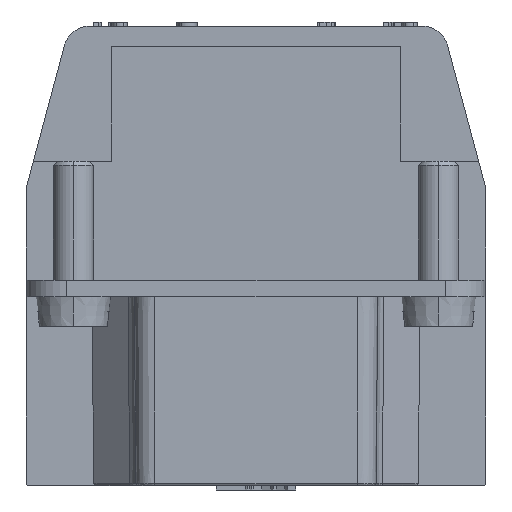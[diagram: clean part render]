
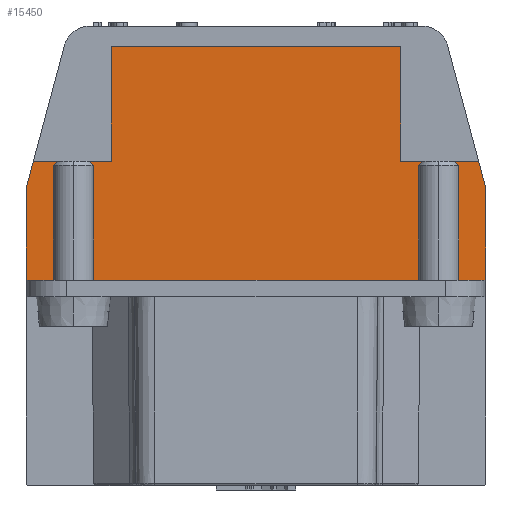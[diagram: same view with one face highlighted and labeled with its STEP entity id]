
A CAD part, left-side view. The second image highlights one B-rep face of the part: STEP entity #15450.
In plain terms, the highlighted planar face has unit normal (-1, 0, 0).
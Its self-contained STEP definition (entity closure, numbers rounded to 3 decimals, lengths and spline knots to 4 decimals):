
#484 = CARTESIAN_POINT ( 'NONE',  ( -1.7717, 0.4213, 0.3543 ) ) ;
#853 = DIRECTION ( 'NONE',  ( 0., -1., 0. ) ) ;
#903 = DIRECTION ( 'NONE',  ( 0., -1., 0. ) ) ;
#1354 = CARTESIAN_POINT ( 'NONE',  ( -1.7717, 0.6482, 0.3543 ) ) ;
#1417 = VECTOR ( 'NONE', #27370, 39.3701 ) ;
#1987 = DIRECTION ( 'NONE',  ( 0., 0., -1. ) ) ;
#2210 = DIRECTION ( 'NONE',  ( 0., -0.259, 0.966 ) ) ;
#2934 = EDGE_CURVE ( 'NONE', #33410, #17888, #9571, .T. ) ;
#3142 = DIRECTION ( 'NONE',  ( 0., 0., 1. ) ) ;
#3439 = ORIENTED_EDGE ( 'NONE', *, *, #43603, .F. ) ;
#6288 = CARTESIAN_POINT ( 'NONE',  ( -1.7717, -0.6482, 0.3543 ) ) ;
#6814 = LINE ( 'NONE', #39946, #45264 ) ;
#8682 = CARTESIAN_POINT ( 'NONE',  ( -1.7717, 0., 0.689 ) ) ;
#9241 = LINE ( 'NONE', #50704, #12066 ) ;
#9571 = LINE ( 'NONE', #14658, #12495 ) ;
#10855 = ORIENTED_EDGE ( 'NONE', *, *, #33716, .T. ) ;
#12066 = VECTOR ( 'NONE', #50966, 39.3701 ) ;
#12184 = CARTESIAN_POINT ( 'NONE',  ( -1.7717, -0.6693, 0.0079 ) ) ;
#12495 = VECTOR ( 'NONE', #1987, 39.3701 ) ;
#14534 = ORIENTED_EDGE ( 'NONE', *, *, #52257, .T. ) ;
#14658 = CARTESIAN_POINT ( 'NONE',  ( -1.7717, -0.6693, -0.5906 ) ) ;
#14727 = LINE ( 'NONE', #31164, #38152 ) ;
#15450 = ADVANCED_FACE ( 'NONE', ( #24519 ), #52813, .F. ) ;
#16015 = DIRECTION ( 'NONE',  ( 0., -1., 0. ) ) ;
#16538 = VERTEX_POINT ( 'NONE', #6288 ) ;
#17888 = VERTEX_POINT ( 'NONE', #32605 ) ;
#18588 = VECTOR ( 'NONE', #903, 39.3701 ) ;
#18728 = VERTEX_POINT ( 'NONE', #20435 ) ;
#19591 = ORIENTED_EDGE ( 'NONE', *, *, #46104, .F. ) ;
#20077 = LINE ( 'NONE', #49154, #34428 ) ;
#20435 = CARTESIAN_POINT ( 'NONE',  ( -1.7717, -0.4213, 0.689 ) ) ;
#20486 = CARTESIAN_POINT ( 'NONE',  ( -1.7717, 0., -0.5906 ) ) ;
#20528 = EDGE_CURVE ( 'NONE', #18728, #21531, #9241, .T. ) ;
#21531 = VERTEX_POINT ( 'NONE', #41754 ) ;
#21642 = ORIENTED_EDGE ( 'NONE', *, *, #2934, .F. ) ;
#23859 = VERTEX_POINT ( 'NONE', #484 ) ;
#24370 = EDGE_LOOP ( 'NONE', ( #14534, #21642, #45242, #33018, #42565, #3439, #19591, #26059, #35800, #10855 ) ) ;
#24519 = FACE_OUTER_BOUND ( 'NONE', #24370, .T. ) ;
#25144 = CARTESIAN_POINT ( 'NONE',  ( -1.7717, 0., 0.3543 ) ) ;
#26059 = ORIENTED_EDGE ( 'NONE', *, *, #30921, .F. ) ;
#27370 = DIRECTION ( 'NONE',  ( 0., -0.259, -0.966 ) ) ;
#28620 = DIRECTION ( 'NONE',  ( 0., -1., 0. ) ) ;
#29348 = DIRECTION ( 'NONE',  ( 1., 0., 0. ) ) ;
#30921 = EDGE_CURVE ( 'NONE', #51047, #23859, #46686, .T. ) ;
#31091 = EDGE_CURVE ( 'NONE', #49318, #51047, #6814, .T. ) ;
#31164 = CARTESIAN_POINT ( 'NONE',  ( -1.7717, 0.4213, -0.5906 ) ) ;
#31599 = VECTOR ( 'NONE', #853, 39.3701 ) ;
#32468 = CARTESIAN_POINT ( 'NONE',  ( -1.7717, -0.6482, 0.3543 ) ) ;
#32605 = CARTESIAN_POINT ( 'NONE',  ( -1.7717, -0.6693, 0.0079 ) ) ;
#33018 = ORIENTED_EDGE ( 'NONE', *, *, #40789, .F. ) ;
#33410 = VERTEX_POINT ( 'NONE', #49700 ) ;
#33716 = EDGE_CURVE ( 'NONE', #49318, #40621, #36441, .T. ) ;
#33887 = CARTESIAN_POINT ( 'NONE',  ( -1.7717, 0.6693, 0.0079 ) ) ;
#34428 = VECTOR ( 'NONE', #16015, 39.3701 ) ;
#35800 = ORIENTED_EDGE ( 'NONE', *, *, #31091, .F. ) ;
#36441 = LINE ( 'NONE', #52883, #52093 ) ;
#38152 = VECTOR ( 'NONE', #3142, 39.3701 ) ;
#38861 = VECTOR ( 'NONE', #28620, 39.3701 ) ;
#39946 = CARTESIAN_POINT ( 'NONE',  ( -1.7717, 0.6693, 0.2756 ) ) ;
#40621 = VERTEX_POINT ( 'NONE', #33887 ) ;
#40789 = EDGE_CURVE ( 'NONE', #21531, #16538, #20077, .T. ) ;
#41035 = DIRECTION ( 'NONE',  ( 0., 0., -1. ) ) ;
#41296 = LINE ( 'NONE', #8682, #31599 ) ;
#41754 = CARTESIAN_POINT ( 'NONE',  ( -1.7717, -0.4213, 0.3543 ) ) ;
#42565 = ORIENTED_EDGE ( 'NONE', *, *, #20528, .F. ) ;
#43086 = EDGE_CURVE ( 'NONE', #16538, #33410, #52141, .T. ) ;
#43603 = EDGE_CURVE ( 'NONE', #52311, #18728, #41296, .T. ) ;
#44335 = CARTESIAN_POINT ( 'NONE',  ( -1.7717, 0.6693, 0.2756 ) ) ;
#45011 = DIRECTION ( 'NONE',  ( 0., 0., -1. ) ) ;
#45242 = ORIENTED_EDGE ( 'NONE', *, *, #43086, .F. ) ;
#45264 = VECTOR ( 'NONE', #2210, 39.3701 ) ;
#45534 = AXIS2_PLACEMENT_3D ( 'NONE', #20486, #29348, #45011 ) ;
#46104 = EDGE_CURVE ( 'NONE', #23859, #52311, #14727, .T. ) ;
#46686 = LINE ( 'NONE', #25144, #18588 ) ;
#49098 = LINE ( 'NONE', #12184, #38861 ) ;
#49154 = CARTESIAN_POINT ( 'NONE',  ( -1.7717, 0., 0.3543 ) ) ;
#49318 = VERTEX_POINT ( 'NONE', #44335 ) ;
#49700 = CARTESIAN_POINT ( 'NONE',  ( -1.7717, -0.6693, 0.2756 ) ) ;
#50140 = CARTESIAN_POINT ( 'NONE',  ( -1.7717, 0.4213, 0.689 ) ) ;
#50704 = CARTESIAN_POINT ( 'NONE',  ( -1.7717, -0.4213, -0.5906 ) ) ;
#50966 = DIRECTION ( 'NONE',  ( 0., 0., -1. ) ) ;
#51047 = VERTEX_POINT ( 'NONE', #1354 ) ;
#52093 = VECTOR ( 'NONE', #41035, 39.3701 ) ;
#52141 = LINE ( 'NONE', #32468, #1417 ) ;
#52257 = EDGE_CURVE ( 'NONE', #40621, #17888, #49098, .T. ) ;
#52311 = VERTEX_POINT ( 'NONE', #50140 ) ;
#52813 = PLANE ( 'NONE',  #45534 ) ;
#52883 = CARTESIAN_POINT ( 'NONE',  ( -1.7717, 0.6693, -0.5906 ) ) ;
